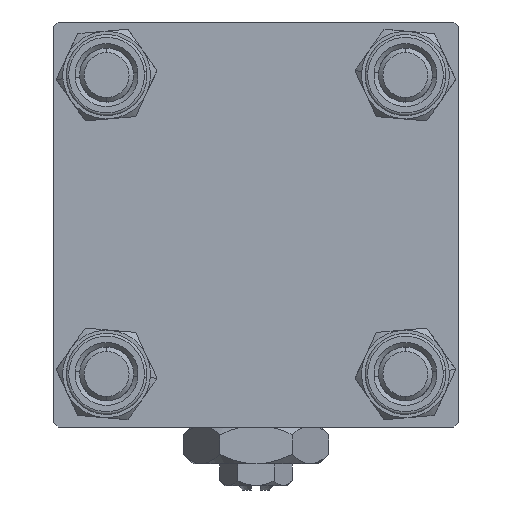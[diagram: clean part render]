
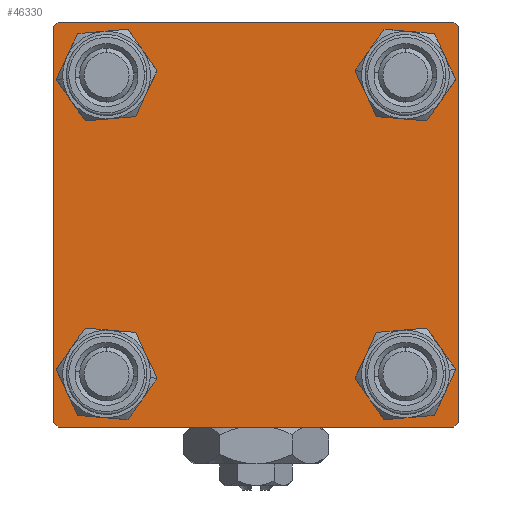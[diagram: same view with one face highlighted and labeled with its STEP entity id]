
A CAD part, left-side view. The second image highlights one B-rep face of the part: STEP entity #46330.
In plain terms, the highlighted planar face has unit normal (-1, 0, 0).
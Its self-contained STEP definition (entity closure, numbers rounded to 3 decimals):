
#934 = DIRECTION ( 'NONE',  ( 0., 0., 1. ) ) ;
#1223 = CARTESIAN_POINT ( 'NONE',  ( 0., -22.25, 22.25 ) ) ;
#1378 = ORIENTED_EDGE ( 'NONE', *, *, #54702, .T. ) ;
#1816 = CARTESIAN_POINT ( 'NONE',  ( 0., -16.6, 20.1 ) ) ;
#1906 = CARTESIAN_POINT ( 'NONE',  ( 0., -16.6, -16.6 ) ) ;
#2478 = DIRECTION ( 'NONE',  ( 0., -0.707, 0.707 ) ) ;
#2852 = CARTESIAN_POINT ( 'NONE',  ( 0., -22., -22.5 ) ) ;
#2967 = EDGE_CURVE ( 'NONE', #55162, #13149, #49422, .T. ) ;
#3041 = EDGE_CURVE ( 'NONE', #44908, #53601, #49985, .T. ) ;
#3089 = FACE_BOUND ( 'NONE', #36305, .T. ) ;
#3307 = EDGE_CURVE ( 'NONE', #19216, #55071, #42073, .T. ) ;
#3683 = DIRECTION ( 'NONE',  ( 0., 0., 1. ) ) ;
#3711 = EDGE_CURVE ( 'NONE', #20100, #26602, #17547, .T. ) ;
#5399 = CARTESIAN_POINT ( 'NONE',  ( 0., -16.6, 13.1 ) ) ;
#5837 = LINE ( 'NONE', #55799, #29360 ) ;
#6164 = EDGE_CURVE ( 'NONE', #41330, #55162, #10508, .T. ) ;
#6553 = ORIENTED_EDGE ( 'NONE', *, *, #3711, .T. ) ;
#7759 = ORIENTED_EDGE ( 'NONE', *, *, #18358, .T. ) ;
#7798 = CARTESIAN_POINT ( 'NONE',  ( 0., -16.6, -16.6 ) ) ;
#8013 = AXIS2_PLACEMENT_3D ( 'NONE', #1906, #29138, #10582 ) ;
#8015 = ORIENTED_EDGE ( 'NONE', *, *, #3041, .T. ) ;
#9070 = CARTESIAN_POINT ( 'NONE',  ( 0., 16.6, -20.1 ) ) ;
#9648 = CARTESIAN_POINT ( 'NONE',  ( 0., -16.6, 16.6 ) ) ;
#9771 = DIRECTION ( 'NONE',  ( 0., 0., -1. ) ) ;
#10508 = LINE ( 'NONE', #46402, #39634 ) ;
#10582 = DIRECTION ( 'NONE',  ( 0., 0., 1. ) ) ;
#10886 = DIRECTION ( 'NONE',  ( 0., -1., 0. ) ) ;
#10890 = EDGE_CURVE ( 'NONE', #42612, #19216, #57607, .T. ) ;
#11215 = DIRECTION ( 'NONE',  ( 1., 0., 0. ) ) ;
#12081 = CIRCLE ( 'NONE', #33167, 3.5 ) ;
#12141 = CARTESIAN_POINT ( 'NONE',  ( 0., 22., 22.5 ) ) ;
#12442 = CARTESIAN_POINT ( 'NONE',  ( 0., 16.6, -16.6 ) ) ;
#12459 = ORIENTED_EDGE ( 'NONE', *, *, #10890, .T. ) ;
#12730 = DIRECTION ( 'NONE',  ( 0., 0., 1. ) ) ;
#13149 = VERTEX_POINT ( 'NONE', #58145 ) ;
#13938 = DIRECTION ( 'NONE',  ( 0., 0., 1. ) ) ;
#13964 = CARTESIAN_POINT ( 'NONE',  ( 0., 22.5, 22.5 ) ) ;
#14294 = CARTESIAN_POINT ( 'NONE',  ( 0., -16.6, -20.1 ) ) ;
#14443 = AXIS2_PLACEMENT_3D ( 'NONE', #7798, #44887, #22133 ) ;
#14724 = VERTEX_POINT ( 'NONE', #9070 ) ;
#16143 = ORIENTED_EDGE ( 'NONE', *, *, #2967, .T. ) ;
#17059 = AXIS2_PLACEMENT_3D ( 'NONE', #18713, #36707, #13938 ) ;
#17519 = AXIS2_PLACEMENT_3D ( 'NONE', #42807, #55977, #934 ) ;
#17547 = CIRCLE ( 'NONE', #8013, 3.5 ) ;
#17630 = EDGE_CURVE ( 'NONE', #53601, #44908, #18792, .T. ) ;
#18358 = EDGE_CURVE ( 'NONE', #31017, #31921, #31398, .T. ) ;
#18713 = CARTESIAN_POINT ( 'NONE',  ( 0., -16.6, 16.6 ) ) ;
#18791 = CIRCLE ( 'NONE', #44598, 3.5 ) ;
#18792 = CIRCLE ( 'NONE', #37909, 3.5 ) ;
#19216 = VERTEX_POINT ( 'NONE', #39501 ) ;
#20100 = VERTEX_POINT ( 'NONE', #58840 ) ;
#20658 = ORIENTED_EDGE ( 'NONE', *, *, #53758, .T. ) ;
#21127 = VERTEX_POINT ( 'NONE', #34152 ) ;
#21331 = VECTOR ( 'NONE', #9771, 1000. ) ;
#21338 = FACE_BOUND ( 'NONE', #56564, .T. ) ;
#21896 = EDGE_CURVE ( 'NONE', #26602, #20100, #35501, .T. ) ;
#21923 = FACE_OUTER_BOUND ( 'NONE', #29468, .T. ) ;
#22133 = DIRECTION ( 'NONE',  ( 0., 0., 1. ) ) ;
#25208 = CARTESIAN_POINT ( 'NONE',  ( 0., -22.25, -22.25 ) ) ;
#25879 = CARTESIAN_POINT ( 'NONE',  ( 0., 22.5, -22. ) ) ;
#26602 = VERTEX_POINT ( 'NONE', #14294 ) ;
#26713 = DIRECTION ( 'NONE',  ( 1., 0., 0. ) ) ;
#26815 = DIRECTION ( 'NONE',  ( 0., -0.707, -0.707 ) ) ;
#27345 = VECTOR ( 'NONE', #34902, 1000. ) ;
#27806 = ORIENTED_EDGE ( 'NONE', *, *, #3307, .T. ) ;
#27891 = DIRECTION ( 'NONE',  ( 0., 0., 1. ) ) ;
#27897 = ORIENTED_EDGE ( 'NONE', *, *, #42560, .T. ) ;
#27991 = DIRECTION ( 'NONE',  ( 0., 0., -1. ) ) ;
#28548 = LINE ( 'NONE', #33652, #46666 ) ;
#29138 = DIRECTION ( 'NONE',  ( 1., 0., 0. ) ) ;
#29360 = VECTOR ( 'NONE', #27991, 1000. ) ;
#29468 = EDGE_LOOP ( 'NONE', ( #27806, #37338, #43566, #16143, #36532, #1378, #37582, #12459 ) ) ;
#29482 = DIRECTION ( 'NONE',  ( 0., 0., 1. ) ) ;
#29761 = DIRECTION ( 'NONE',  ( 0., 0., 1. ) ) ;
#30253 = AXIS2_PLACEMENT_3D ( 'NONE', #44675, #57835, #3683 ) ;
#31017 = VERTEX_POINT ( 'NONE', #5399 ) ;
#31288 = EDGE_LOOP ( 'NONE', ( #56263, #7759 ) ) ;
#31398 = CIRCLE ( 'NONE', #17059, 3.5 ) ;
#31853 = VECTOR ( 'NONE', #2478, 1000. ) ;
#31921 = VERTEX_POINT ( 'NONE', #1816 ) ;
#32042 = ORIENTED_EDGE ( 'NONE', *, *, #21896, .T. ) ;
#32099 = VERTEX_POINT ( 'NONE', #54730 ) ;
#33167 = AXIS2_PLACEMENT_3D ( 'NONE', #9648, #26713, #27891 ) ;
#33652 = CARTESIAN_POINT ( 'NONE',  ( 0., 22.5, 22.5 ) ) ;
#34152 = CARTESIAN_POINT ( 'NONE',  ( 0., -22.5, 22. ) ) ;
#34836 = PLANE ( 'NONE',  #30253 ) ;
#34902 = DIRECTION ( 'NONE',  ( 0., 0.707, -0.707 ) ) ;
#35501 = CIRCLE ( 'NONE', #14443, 3.5 ) ;
#36120 = LINE ( 'NONE', #54621, #48475 ) ;
#36305 = EDGE_LOOP ( 'NONE', ( #20658, #27897 ) ) ;
#36532 = ORIENTED_EDGE ( 'NONE', *, *, #44458, .F. ) ;
#36707 = DIRECTION ( 'NONE',  ( 1., 0., 0. ) ) ;
#37338 = ORIENTED_EDGE ( 'NONE', *, *, #44341, .T. ) ;
#37582 = ORIENTED_EDGE ( 'NONE', *, *, #52000, .F. ) ;
#37909 = AXIS2_PLACEMENT_3D ( 'NONE', #42924, #38446, #29761 ) ;
#38158 = AXIS2_PLACEMENT_3D ( 'NONE', #52206, #11215, #29482 ) ;
#38446 = DIRECTION ( 'NONE',  ( 1., 0., 0. ) ) ;
#39501 = CARTESIAN_POINT ( 'NONE',  ( 0., 22.5, 22. ) ) ;
#39634 = VECTOR ( 'NONE', #46997, 1000. ) ;
#40033 = CIRCLE ( 'NONE', #38158, 3.5 ) ;
#41330 = VERTEX_POINT ( 'NONE', #50782 ) ;
#42073 = LINE ( 'NONE', #13964, #21331 ) ;
#42205 = LINE ( 'NONE', #1223, #50541 ) ;
#42560 = EDGE_CURVE ( 'NONE', #14724, #32099, #18791, .T. ) ;
#42612 = VERTEX_POINT ( 'NONE', #12141 ) ;
#42807 = CARTESIAN_POINT ( 'NONE',  ( 0., 16.6, 16.6 ) ) ;
#42924 = CARTESIAN_POINT ( 'NONE',  ( 0., 16.6, 16.6 ) ) ;
#43566 = ORIENTED_EDGE ( 'NONE', *, *, #6164, .T. ) ;
#44080 = FACE_BOUND ( 'NONE', #31288, .T. ) ;
#44341 = EDGE_CURVE ( 'NONE', #55071, #41330, #36120, .T. ) ;
#44458 = EDGE_CURVE ( 'NONE', #21127, #13149, #5837, .T. ) ;
#44598 = AXIS2_PLACEMENT_3D ( 'NONE', #12442, #48646, #12730 ) ;
#44675 = CARTESIAN_POINT ( 'NONE',  ( 0., 0., 0. ) ) ;
#44887 = DIRECTION ( 'NONE',  ( 1., 0., 0. ) ) ;
#44908 = VERTEX_POINT ( 'NONE', #48451 ) ;
#46330 = ADVANCED_FACE ( 'NONE', ( #44080, #57245, #3089, #21338, #21923 ), #34836, .T. ) ;
#46400 = EDGE_CURVE ( 'NONE', #31921, #31017, #12081, .T. ) ;
#46402 = CARTESIAN_POINT ( 'NONE',  ( 0., 22.5, -22.5 ) ) ;
#46666 = VECTOR ( 'NONE', #10886, 1000. ) ;
#46997 = DIRECTION ( 'NONE',  ( 0., -1., 0. ) ) ;
#48451 = CARTESIAN_POINT ( 'NONE',  ( 0., 16.6, 20.1 ) ) ;
#48475 = VECTOR ( 'NONE', #26815, 1000. ) ;
#48646 = DIRECTION ( 'NONE',  ( 1., 0., 0. ) ) ;
#49422 = LINE ( 'NONE', #25208, #31853 ) ;
#49985 = CIRCLE ( 'NONE', #17519, 3.5 ) ;
#50541 = VECTOR ( 'NONE', #50893, 1000. ) ;
#50782 = CARTESIAN_POINT ( 'NONE',  ( 0., 22., -22.5 ) ) ;
#50893 = DIRECTION ( 'NONE',  ( 0., 0.707, 0.707 ) ) ;
#51573 = EDGE_LOOP ( 'NONE', ( #6553, #32042 ) ) ;
#51620 = CARTESIAN_POINT ( 'NONE',  ( 0., 16.6, 13.1 ) ) ;
#52000 = EDGE_CURVE ( 'NONE', #42612, #56418, #28548, .T. ) ;
#52206 = CARTESIAN_POINT ( 'NONE',  ( 0., 16.6, -16.6 ) ) ;
#53119 = CARTESIAN_POINT ( 'NONE',  ( 0., 22.25, 22.25 ) ) ;
#53601 = VERTEX_POINT ( 'NONE', #51620 ) ;
#53758 = EDGE_CURVE ( 'NONE', #32099, #14724, #40033, .T. ) ;
#54621 = CARTESIAN_POINT ( 'NONE',  ( 0., 22.25, -22.25 ) ) ;
#54702 = EDGE_CURVE ( 'NONE', #21127, #56418, #42205, .T. ) ;
#54730 = CARTESIAN_POINT ( 'NONE',  ( 0., 16.6, -13.1 ) ) ;
#55071 = VERTEX_POINT ( 'NONE', #25879 ) ;
#55162 = VERTEX_POINT ( 'NONE', #2852 ) ;
#55378 = CARTESIAN_POINT ( 'NONE',  ( 0., -22., 22.5 ) ) ;
#55799 = CARTESIAN_POINT ( 'NONE',  ( 0., -22.5, 22.5 ) ) ;
#55977 = DIRECTION ( 'NONE',  ( 1., 0., 0. ) ) ;
#56263 = ORIENTED_EDGE ( 'NONE', *, *, #46400, .T. ) ;
#56308 = ORIENTED_EDGE ( 'NONE', *, *, #17630, .T. ) ;
#56418 = VERTEX_POINT ( 'NONE', #55378 ) ;
#56564 = EDGE_LOOP ( 'NONE', ( #8015, #56308 ) ) ;
#57245 = FACE_BOUND ( 'NONE', #51573, .T. ) ;
#57607 = LINE ( 'NONE', #53119, #27345 ) ;
#57835 = DIRECTION ( 'NONE',  ( -1., 0., 0. ) ) ;
#58145 = CARTESIAN_POINT ( 'NONE',  ( 0., -22.5, -22. ) ) ;
#58840 = CARTESIAN_POINT ( 'NONE',  ( 0., -16.6, -13.1 ) ) ;
